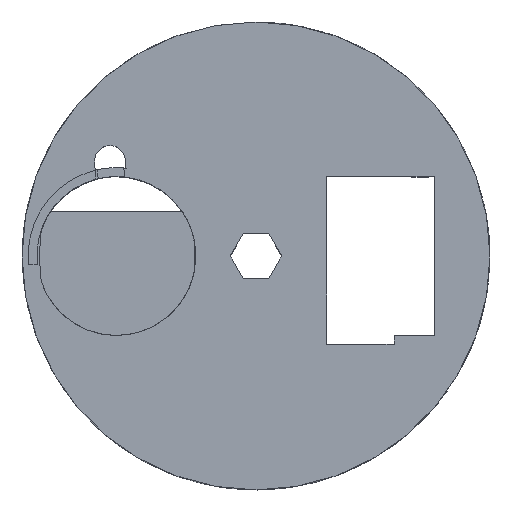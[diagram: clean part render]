
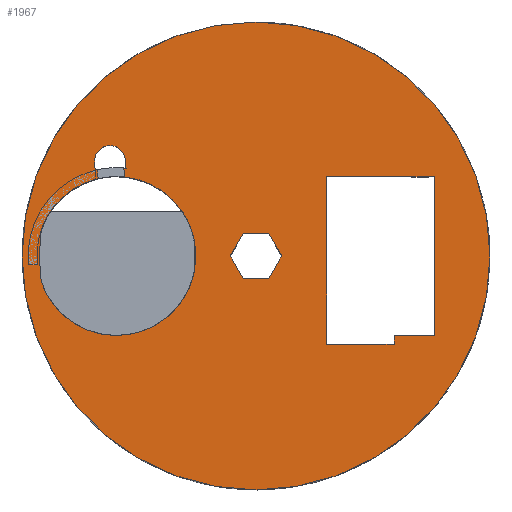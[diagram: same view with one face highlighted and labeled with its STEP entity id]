
A CAD part, top view. The second image highlights one B-rep face of the part: STEP entity #1967.
In plain terms, the highlighted planar face has unit normal (0, 0, 1).
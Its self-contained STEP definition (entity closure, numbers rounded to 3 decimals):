
#44=FACE_BOUND('',#310,.T.);
#45=FACE_BOUND('',#311,.T.);
#46=FACE_BOUND('',#312,.T.);
#67=CIRCLE('',#2089,10.);
#73=CIRCLE('',#2100,10.);
#74=CIRCLE('',#2103,1.75);
#78=CIRCLE('',#2113,9.);
#79=CIRCLE('',#2114,9.);
#81=CIRCLE('',#2126,26.5);
#82=CIRCLE('',#2127,24.5);
#198=FACE_OUTER_BOUND('',#309,.T.);
#309=EDGE_LOOP('',(#1611));
#310=EDGE_LOOP('',(#1612,#1613,#1614,#1615,#1616,#1617,#1618,#1619,#1620,
#1621,#1622));
#311=EDGE_LOOP('',(#1623,#1624,#1625,#1626,#1627,#1628));
#312=EDGE_LOOP('',(#1629,#1630,#1631,#1632,#1633,#1634,#1635,#1636,#1637,
#1638));
#431=LINE('',#2989,#646);
#434=LINE('',#2994,#649);
#437=LINE('',#3000,#652);
#440=LINE('',#3005,#655);
#442=LINE('',#3009,#657);
#444=LINE('',#3013,#659);
#446=LINE('',#3017,#661);
#448=LINE('',#3020,#663);
#452=LINE('',#3028,#667);
#455=LINE('',#3034,#670);
#458=LINE('',#3039,#673);
#459=LINE('',#3042,#674);
#462=LINE('',#3048,#677);
#467=LINE('',#3057,#682);
#468=LINE('',#3059,#683);
#487=LINE('',#3112,#702);
#491=LINE('',#3123,#706);
#508=LINE('',#3164,#723);
#511=LINE('',#3170,#726);
#514=LINE('',#3176,#729);
#517=LINE('',#3181,#732);
#646=VECTOR('',#2371,10.);
#649=VECTOR('',#2376,10.);
#652=VECTOR('',#2381,10.);
#655=VECTOR('',#2386,10.);
#657=VECTOR('',#2390,10.);
#659=VECTOR('',#2394,10.);
#661=VECTOR('',#2398,10.);
#663=VECTOR('',#2402,10.);
#667=VECTOR('',#2408,10.);
#670=VECTOR('',#2413,10.);
#673=VECTOR('',#2418,10.);
#674=VECTOR('',#2421,10.);
#677=VECTOR('',#2426,10.);
#682=VECTOR('',#2433,10.);
#683=VECTOR('',#2436,10.);
#702=VECTOR('',#2489,10.);
#706=VECTOR('',#2501,10.);
#723=VECTOR('',#2544,10.);
#726=VECTOR('',#2549,10.);
#729=VECTOR('',#2554,10.);
#732=VECTOR('',#2559,10.);
#833=VERTEX_POINT('',#2919);
#859=VERTEX_POINT('',#2987);
#860=VERTEX_POINT('',#2988);
#861=VERTEX_POINT('',#2993);
#862=VERTEX_POINT('',#2998);
#863=VERTEX_POINT('',#2999);
#864=VERTEX_POINT('',#3004);
#865=VERTEX_POINT('',#3008);
#866=VERTEX_POINT('',#3012);
#867=VERTEX_POINT('',#3016);
#869=VERTEX_POINT('',#3023);
#870=VERTEX_POINT('',#3026);
#871=VERTEX_POINT('',#3030);
#873=VERTEX_POINT('',#3036);
#874=VERTEX_POINT('',#3041);
#876=VERTEX_POINT('',#3047);
#877=VERTEX_POINT('',#3051);
#879=VERTEX_POINT('',#3055);
#888=VERTEX_POINT('',#3082);
#895=VERTEX_POINT('',#3107);
#896=VERTEX_POINT('',#3111);
#898=VERTEX_POINT('',#3117);
#904=VERTEX_POINT('',#3144);
#905=VERTEX_POINT('',#3147);
#910=VERTEX_POINT('',#3163);
#912=VERTEX_POINT('',#3169);
#914=VERTEX_POINT('',#3175);
#921=VERTEX_POINT('',#3201);
#1067=EDGE_CURVE('',#859,#860,#431,.T.);
#1070=EDGE_CURVE('',#833,#861,#434,.T.);
#1073=EDGE_CURVE('',#862,#863,#437,.T.);
#1076=EDGE_CURVE('',#864,#862,#440,.T.);
#1078=EDGE_CURVE('',#865,#864,#442,.T.);
#1080=EDGE_CURVE('',#866,#865,#444,.T.);
#1082=EDGE_CURVE('',#867,#866,#446,.T.);
#1084=EDGE_CURVE('',#863,#867,#448,.T.);
#1088=EDGE_CURVE('',#869,#870,#452,.T.);
#1091=EDGE_CURVE('',#871,#869,#455,.T.);
#1094=EDGE_CURVE('',#873,#871,#458,.T.);
#1095=EDGE_CURVE('',#874,#873,#459,.T.);
#1098=EDGE_CURVE('',#876,#874,#462,.T.);
#1103=EDGE_CURVE('',#877,#879,#467,.T.);
#1104=EDGE_CURVE('',#870,#877,#468,.T.);
#1115=EDGE_CURVE('',#888,#833,#67,.T.);
#1129=EDGE_CURVE('',#860,#895,#73,.T.);
#1130=EDGE_CURVE('',#895,#896,#487,.T.);
#1133=EDGE_CURVE('',#896,#898,#74,.T.);
#1136=EDGE_CURVE('',#898,#888,#491,.T.);
#1149=EDGE_CURVE('',#861,#904,#78,.T.);
#1150=EDGE_CURVE('',#905,#859,#79,.T.);
#1158=EDGE_CURVE('',#879,#910,#508,.T.);
#1161=EDGE_CURVE('',#910,#912,#511,.T.);
#1164=EDGE_CURVE('',#912,#914,#514,.T.);
#1167=EDGE_CURVE('',#914,#876,#517,.T.);
#1178=EDGE_CURVE('',#921,#921,#81,.T.);
#1179=EDGE_CURVE('',#904,#905,#82,.T.);
#1611=ORIENTED_EDGE('',*,*,#1178,.T.);
#1612=ORIENTED_EDGE('',*,*,#1104,.T.);
#1613=ORIENTED_EDGE('',*,*,#1103,.T.);
#1614=ORIENTED_EDGE('',*,*,#1158,.T.);
#1615=ORIENTED_EDGE('',*,*,#1161,.T.);
#1616=ORIENTED_EDGE('',*,*,#1164,.T.);
#1617=ORIENTED_EDGE('',*,*,#1167,.T.);
#1618=ORIENTED_EDGE('',*,*,#1098,.T.);
#1619=ORIENTED_EDGE('',*,*,#1095,.T.);
#1620=ORIENTED_EDGE('',*,*,#1094,.T.);
#1621=ORIENTED_EDGE('',*,*,#1091,.T.);
#1622=ORIENTED_EDGE('',*,*,#1088,.T.);
#1623=ORIENTED_EDGE('',*,*,#1084,.T.);
#1624=ORIENTED_EDGE('',*,*,#1082,.T.);
#1625=ORIENTED_EDGE('',*,*,#1080,.T.);
#1626=ORIENTED_EDGE('',*,*,#1078,.T.);
#1627=ORIENTED_EDGE('',*,*,#1076,.T.);
#1628=ORIENTED_EDGE('',*,*,#1073,.T.);
#1629=ORIENTED_EDGE('',*,*,#1115,.T.);
#1630=ORIENTED_EDGE('',*,*,#1070,.T.);
#1631=ORIENTED_EDGE('',*,*,#1149,.T.);
#1632=ORIENTED_EDGE('',*,*,#1179,.T.);
#1633=ORIENTED_EDGE('',*,*,#1150,.T.);
#1634=ORIENTED_EDGE('',*,*,#1067,.T.);
#1635=ORIENTED_EDGE('',*,*,#1129,.T.);
#1636=ORIENTED_EDGE('',*,*,#1130,.T.);
#1637=ORIENTED_EDGE('',*,*,#1133,.T.);
#1638=ORIENTED_EDGE('',*,*,#1136,.T.);
#1873=PLANE('',#2125);
#1967=ADVANCED_FACE('',(#198,#44,#45,#46),#1873,.T.);
#2089=AXIS2_PLACEMENT_3D('',#3083,#2455,#2456);
#2100=AXIS2_PLACEMENT_3D('',#3109,#2485,#2486);
#2103=AXIS2_PLACEMENT_3D('',#3118,#2494,#2495);
#2113=AXIS2_PLACEMENT_3D('',#3146,#2526,#2527);
#2114=AXIS2_PLACEMENT_3D('',#3148,#2528,#2529);
#2125=AXIS2_PLACEMENT_3D('',#3200,#2576,#2577);
#2126=AXIS2_PLACEMENT_3D('',#3202,#2578,#2579);
#2127=AXIS2_PLACEMENT_3D('',#3203,#2580,#2581);
#2371=DIRECTION('',(-0.087,0.996,0.));
#2376=DIRECTION('',(0.087,-0.996,0.));
#2381=DIRECTION('',(0.5,0.866,0.));
#2386=DIRECTION('',(-0.5,0.866,0.));
#2390=DIRECTION('',(-1.,0.,0.));
#2394=DIRECTION('',(-0.5,-0.866,0.));
#2398=DIRECTION('',(0.5,-0.866,0.));
#2402=DIRECTION('',(1.,0.,0.));
#2408=DIRECTION('',(-1.,0.,0.));
#2413=DIRECTION('',(0.,-1.,0.));
#2418=DIRECTION('',(1.,0.,0.));
#2421=DIRECTION('',(0.,-1.,0.));
#2426=DIRECTION('',(1.,0.,0.));
#2433=DIRECTION('',(-1.,0.007,0.));
#2436=DIRECTION('',(0.,-1.,0.));
#2455=DIRECTION('center_axis',(0.,0.,1.));
#2456=DIRECTION('ref_axis',(1.,0.,0.));
#2485=DIRECTION('center_axis',(0.,0.,1.));
#2486=DIRECTION('ref_axis',(1.,0.,0.));
#2489=DIRECTION('',(-0.087,0.996,0.));
#2494=DIRECTION('center_axis',(0.,0.,-1.));
#2495=DIRECTION('ref_axis',(1.,0.,0.));
#2501=DIRECTION('',(0.087,-0.996,0.));
#2526=DIRECTION('center_axis',(0.,0.,-1.));
#2527=DIRECTION('ref_axis',(1.,0.,0.));
#2528=DIRECTION('center_axis',(0.,0.,-1.));
#2529=DIRECTION('ref_axis',(1.,0.,0.));
#2544=DIRECTION('',(-1.,0.,0.));
#2549=DIRECTION('',(0.,1.,0.));
#2554=DIRECTION('',(1.,0.,0.));
#2559=DIRECTION('',(0.,1.,0.));
#2576=DIRECTION('center_axis',(0.,0.,1.));
#2577=DIRECTION('ref_axis',(1.,0.,0.));
#2578=DIRECTION('center_axis',(0.,0.,1.));
#2579=DIRECTION('ref_axis',(1.,0.,0.));
#2580=DIRECTION('center_axis',(0.,0.,-1.));
#2581=DIRECTION('ref_axis',(1.,0.,0.));
#2919=CARTESIAN_POINT('',(-14.967,9.962,0.));
#2987=CARTESIAN_POINT('',(-17.873,8.759,0.));
#2988=CARTESIAN_POINT('',(-17.961,9.765,0.));
#2989=CARTESIAN_POINT('',(-17.425,3.637,0.));
#2993=CARTESIAN_POINT('',(-14.878,8.949,0.));
#2994=CARTESIAN_POINT('',(-14.478,4.369,0.));
#2998=CARTESIAN_POINT('',(-2.904,0.,0.));
#2999=CARTESIAN_POINT('',(-1.452,2.515,0.));
#3000=CARTESIAN_POINT('',(-1.452,2.515,0.));
#3004=CARTESIAN_POINT('',(-1.452,-2.515,0.));
#3005=CARTESIAN_POINT('',(-2.904,0.,0.));
#3008=CARTESIAN_POINT('',(1.452,-2.515,0.));
#3009=CARTESIAN_POINT('',(-1.452,-2.515,0.));
#3012=CARTESIAN_POINT('',(2.904,0.,0.));
#3013=CARTESIAN_POINT('',(1.452,-2.515,0.));
#3016=CARTESIAN_POINT('',(1.452,2.515,0.));
#3017=CARTESIAN_POINT('',(2.904,0.,0.));
#3020=CARTESIAN_POINT('',(1.452,2.515,0.));
#3023=CARTESIAN_POINT('',(20.247,-9.,0.));
#3026=CARTESIAN_POINT('',(15.647,-9.,0.));
#3028=CARTESIAN_POINT('',(7.824,-9.,0.));
#3030=CARTESIAN_POINT('',(20.247,9.,0.));
#3034=CARTESIAN_POINT('',(20.247,-4.5,0.));
#3036=CARTESIAN_POINT('',(17.647,9.,0.));
#3039=CARTESIAN_POINT('',(10.124,9.,0.));
#3041=CARTESIAN_POINT('',(17.647,9.015,0.));
#3042=CARTESIAN_POINT('',(17.647,4.5,0.));
#3047=CARTESIAN_POINT('',(13.451,9.015,0.));
#3048=CARTESIAN_POINT('',(8.824,9.015,0.));
#3051=CARTESIAN_POINT('',(15.647,-10.008,0.));
#3055=CARTESIAN_POINT('',(13.451,-9.993,0.));
#3057=CARTESIAN_POINT('',(6.691,-9.946,0.));
#3059=CARTESIAN_POINT('',(15.647,-5.004,0.));
#3082=CARTESIAN_POINT('',(-14.714,9.937,0.));
#3083=CARTESIAN_POINT('Origin',(-15.814,-0.002,
0.));
#3107=CARTESIAN_POINT('',(-18.207,9.707,0.));
#3109=CARTESIAN_POINT('Origin',(-15.814,-0.002,
0.));
#3111=CARTESIAN_POINT('',(-18.286,10.616,0.));
#3112=CARTESIAN_POINT('',(-17.716,4.1,0.));
#3117=CARTESIAN_POINT('',(-14.8,10.921,0.));
#3118=CARTESIAN_POINT('Origin',(-16.542,10.759,0.));
#3123=CARTESIAN_POINT('',(-14.269,4.86,0.));
#3144=CARTESIAN_POINT('',(-24.324,-2.93,0.));
#3146=CARTESIAN_POINT('Origin',(-15.814,-0.002,
0.));
#3147=CARTESIAN_POINT('',(-24.325,2.923,0.));
#3148=CARTESIAN_POINT('Origin',(-15.814,-0.002,
0.));
#3163=CARTESIAN_POINT('',(8.,-9.993,0.));
#3164=CARTESIAN_POINT('',(4.,-9.993,0.));
#3169=CARTESIAN_POINT('',(8.,9.,0.));
#3170=CARTESIAN_POINT('',(8.,4.5,0.));
#3175=CARTESIAN_POINT('',(13.451,9.,0.));
#3176=CARTESIAN_POINT('',(6.725,9.,0.));
#3181=CARTESIAN_POINT('',(13.451,4.507,0.));
#3200=CARTESIAN_POINT('Origin',(0.,0.,0.));
#3201=CARTESIAN_POINT('',(-26.5,0.,0.));
#3202=CARTESIAN_POINT('Origin',(0.,0.,0.));
#3203=CARTESIAN_POINT('Origin',(0.,0.,0.));
